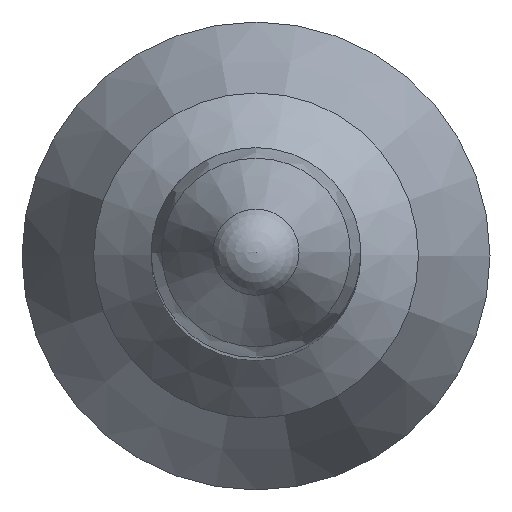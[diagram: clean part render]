
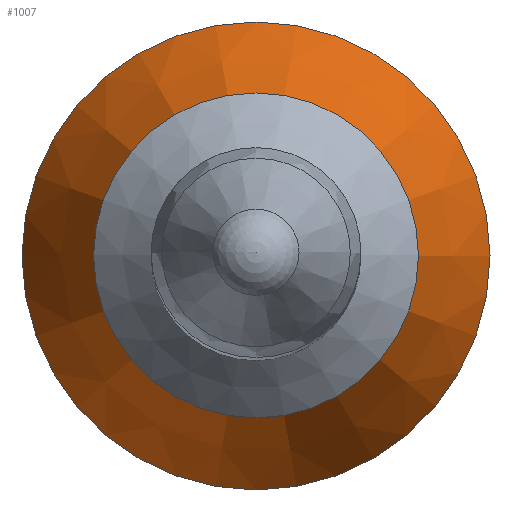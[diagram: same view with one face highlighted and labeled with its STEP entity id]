
A CAD part, top view. The second image highlights one B-rep face of the part: STEP entity #1007.
In plain terms, the highlighted conical face has half-angle 24.513 degrees and reference radius 1.75 mm.
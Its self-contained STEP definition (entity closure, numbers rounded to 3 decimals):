
#902=CONICAL_SURFACE('',#3733,1.75,24.513);
#1007=ADVANCED_FACE('',(#1187,#1188),#902,.T.);
#1187=FACE_BOUND('',#1261,.T.);
#1188=FACE_BOUND('',#1262,.T.);
#1261=EDGE_LOOP('',(#1487));
#1262=EDGE_LOOP('',(#1488));
#1487=ORIENTED_EDGE('',*,*,#2254,.T.);
#1488=ORIENTED_EDGE('',*,*,#2255,.F.);
#2052=VERTEX_POINT('',#5103);
#2053=VERTEX_POINT('',#5105);
#2254=EDGE_CURVE('',#2052,#2052,#2528,.T.);
#2255=EDGE_CURVE('',#2053,#2053,#2529,.T.);
#2528=CIRCLE('',#3731,0.9);
#2529=CIRCLE('',#3732,1.75);
#3731=AXIS2_PLACEMENT_3D('',#5102,#4110,#4111);
#3732=AXIS2_PLACEMENT_3D('',#5104,#4112,#4113);
#3733=AXIS2_PLACEMENT_3D('',#5106,#4114,#4115);
#4110=DIRECTION('',(0.,0.,-1.));
#4111=DIRECTION('',(-1.,0.,0.));
#4112=DIRECTION('',(0.,0.,-1.));
#4113=DIRECTION('',(-1.,0.,0.));
#4114=DIRECTION('',(0.,0.,-1.));
#4115=DIRECTION('',(-1.,0.,0.));
#5102=CARTESIAN_POINT('',(0.,0.,1.864));
#5103=CARTESIAN_POINT('',(-0.9,0.,1.864));
#5104=CARTESIAN_POINT('',(0.,0.,0.));
#5105=CARTESIAN_POINT('',(-1.75,0.,0.));
#5106=CARTESIAN_POINT('',(0.,0.,0.));
